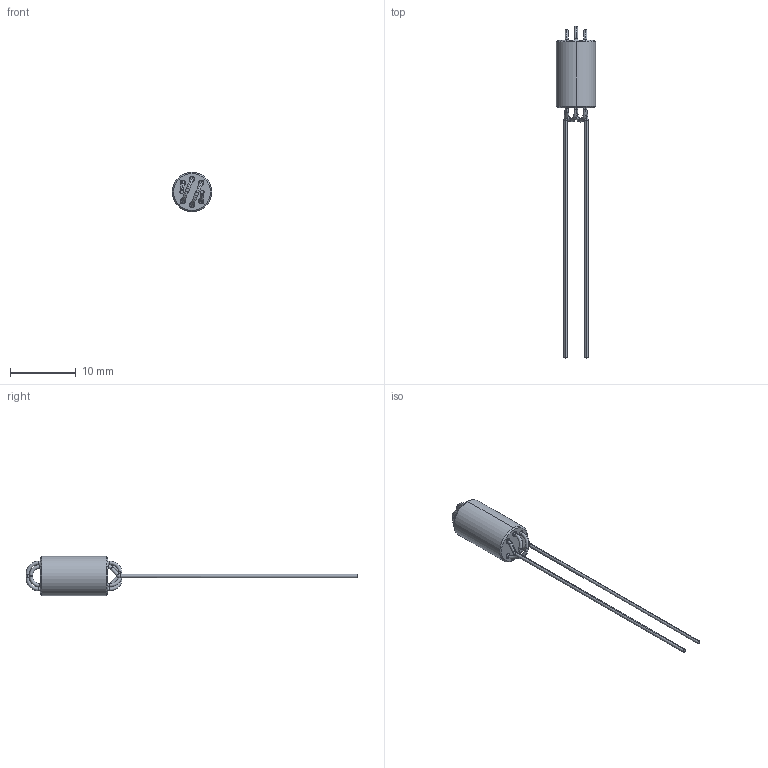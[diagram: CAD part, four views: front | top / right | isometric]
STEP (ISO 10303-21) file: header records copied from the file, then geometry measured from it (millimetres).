
FILE_DESCRIPTION (( 'STEP AP214' ), '1' );
FILE_NAME ('28C0236-0EW-10.STEP', '2021-05-07T03:00:43', ( '' ), ( '' ), 'SwSTEP 2.0', 'SolidWorks 2017', '' );
FILE_SCHEMA (( 'AUTOMOTIVE_DESIGN' ));
Length unit declared in the file: millimetre
Products named in the file (1): 28C0236-0EW-10
Bounding box: 6 x 50.53 x 6 mm (x, y, z)
Volume: 310.2 mm3; surface area: 421.6 mm2
Topology: 8 solids, 8 shells, 132 faces, 292 edges, 188 vertices
Faces by surface type: cylinder 72, plane 28, torus 28, cone 4
Entity records: 3849 total; most frequent: DIRECTION 774, CARTESIAN_POINT 613, ORIENTED_EDGE 584, AXIS2_PLACEMENT_3D 349, EDGE_CURVE 292, CIRCLE 216, VERTEX_POINT 188, EDGE_LOOP 144
